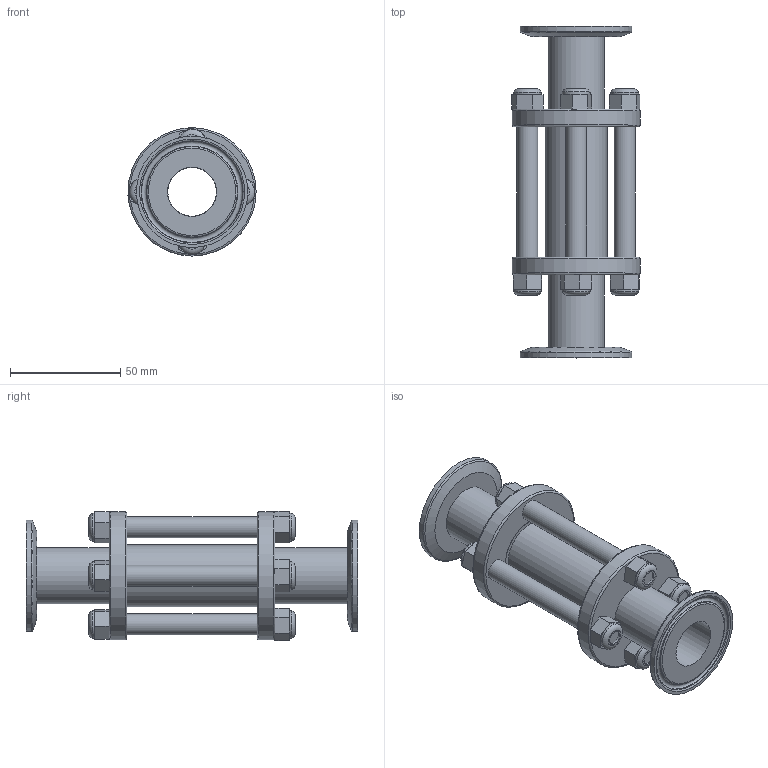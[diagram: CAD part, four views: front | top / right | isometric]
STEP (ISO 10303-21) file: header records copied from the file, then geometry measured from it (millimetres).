
FILE_DESCRIPTION(/* description */ ('STEP AP203'),/* implementation_level */ '2;1');
FILE_NAME(/* name */ '54BMPS-1.00.stp',/* time_stamp */ '2024-03-11T11:01:47-04:00',/* author */ ('brad'),/* organization */ (''),/* preprocessor_version */ 'ST-DEVELOPER v20',/* originating_system */ 'Autodesk Inventor 2024',/* authorisation */ '');
FILE_SCHEMA (('AUTOMOTIVE_DESIGN { 1 0 10303 214 3 1 1 }'));
Length unit declared in the file: millimetre
Products named in the file (6): 1¦T§¨µøµ¡(¾ã²Õ
); 1¦Tµøµ¡¬Á¼þ; 1¦Tµøµ¡¹Ô¤ù; 1¦Tµøµ¡¥»Åé; 1-2-2µøµ¡Á³±ì; µøµ¡Á³¥À
Assembly tree (17 placements, depth 2):
  1¦T§¨µøµ¡(¾ã²Õ
)
    1¦Tµøµ¡¥»Åé  x2
    1¦Tµøµ¡¹Ô¤ù  x2
    1¦Tµøµ¡¬Á¼þ
    1-2-2µøµ¡Á³±ì  x4
    µøµ¡Á³¥À  x8
Bounding box: 58.08 x 150.2 x 58.44 mm (x, y, z)
Volume: 95246.2 mm3; surface area: 68112.8 mm2
Topology: 17 solids, 17 shells, 1032 faces, 2858 edges, 1870 vertices
Faces by surface type: cone 720, plane 148, cylinder 142, torus 22
Full cylindrical faces by diameter (mm): 8.2 x8, 9.5 x4, 12.6 x8, 22.2 x2, 22.4 x1, 23 x2, 25.4 x2, 28 x3, 31.2 x2, 31.4 x2, 50.4 x2, 58 x2
Entity records: 8014 total; most frequent: CARTESIAN_POINT 1836, DIRECTION 1414, ORIENTED_EDGE 1196, AXIS2_PLACEMENT_3D 609, EDGE_CURVE 598, VERTEX_POINT 392, CIRCLE 365, EDGE_LOOP 242
